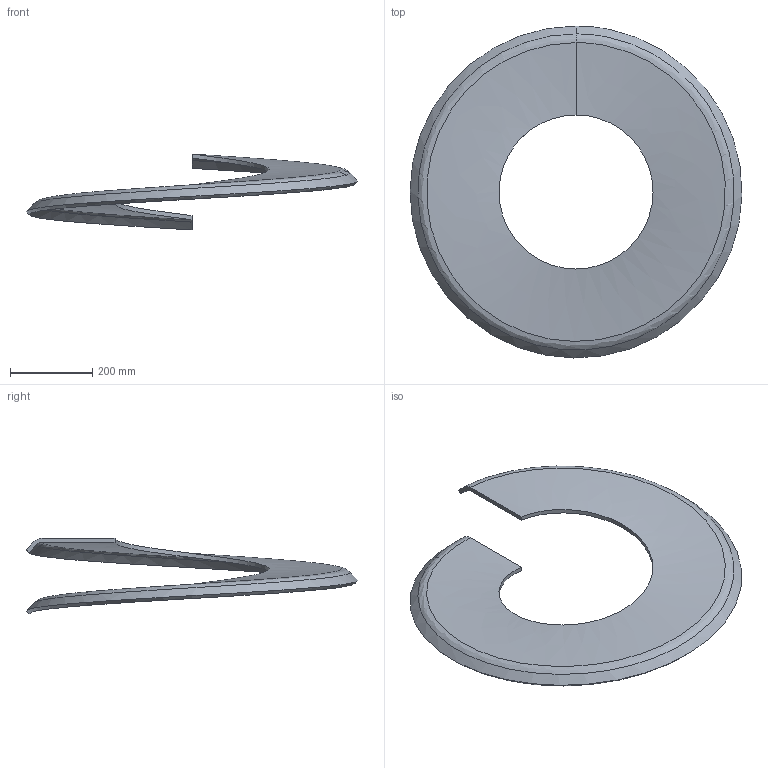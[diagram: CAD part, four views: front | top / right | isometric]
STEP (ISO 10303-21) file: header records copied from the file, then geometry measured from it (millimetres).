
FILE_DESCRIPTION (( 'STEP AP214' ), '1' );
FILE_NAME ('spire tole pliee.STEP', '2016-11-30T12:16:31', ( '' ), ( '' ), 'SwSTEP 2.0', 'SolidWorks 2015', '' );
FILE_SCHEMA (( 'AUTOMOTIVE_DESIGN' ));
Length unit declared in the file: millimetre
Products named in the file (1): spire tole pliee
Bounding box: 809.5 x 809.56 x 185 mm (x, y, z)
Volume: 4191300.3 mm3; surface area: 882507.9 mm2
Topology: 1 solids, 1 shells, 10 faces, 24 edges, 16 vertices
Faces by surface type: bspline 8, plane 2
Entity records: 2406 total; most frequent: CARTESIAN_POINT 2203, ORIENTED_EDGE 48, EDGE_CURVE 24, DIRECTION 18, VERTEX_POINT 16, LINE 12, VECTOR 12, FACE_OUTER_BOUND 10
